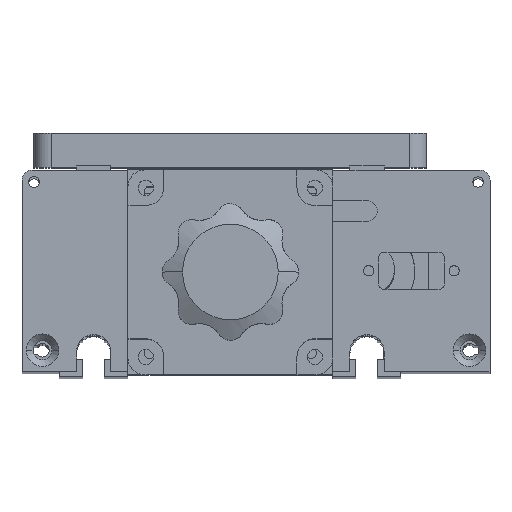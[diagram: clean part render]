
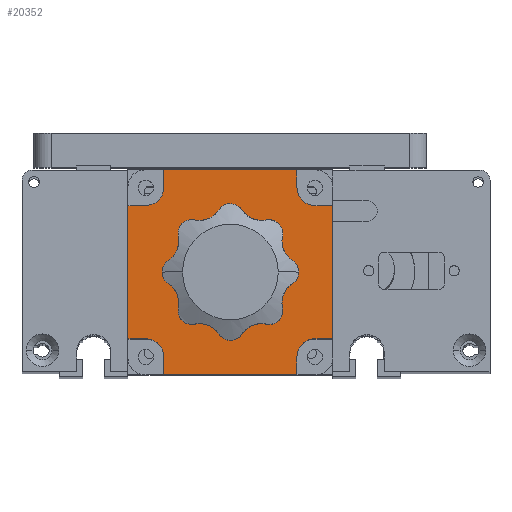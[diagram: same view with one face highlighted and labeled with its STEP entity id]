
A CAD part, top view. The second image highlights one B-rep face of the part: STEP entity #20352.
In plain terms, the highlighted planar face has unit normal (0, 0, 1).
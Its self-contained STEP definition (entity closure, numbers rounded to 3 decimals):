
#290 = EDGE_CURVE ( 'NONE', #24539, #14166, #23299, .T. ) ;
#401 = CARTESIAN_POINT ( 'NONE',  ( 12., 59., 242. ) ) ;
#439 = DIRECTION ( 'NONE',  ( 0., -1., 0. ) ) ;
#484 = CARTESIAN_POINT ( 'NONE',  ( -27., 53.75, 242. ) ) ;
#563 = EDGE_CURVE ( 'NONE', #2660, #17206, #23311, .T. ) ;
#632 = ORIENTED_EDGE ( 'NONE', *, *, #5187, .T. ) ;
#940 = EDGE_CURVE ( 'NONE', #23857, #9578, #22041, .T. ) ;
#1154 = DIRECTION ( 'NONE',  ( -1., 0., 0. ) ) ;
#1265 = CARTESIAN_POINT ( 'NONE',  ( -27., -1., 242. ) ) ;
#1330 = FACE_OUTER_BOUND ( 'NONE', #4508, .T. ) ;
#1562 = DIRECTION ( 'NONE',  ( 1., 0., 0. ) ) ;
#1742 = CARTESIAN_POINT ( 'NONE',  ( -32.25, 9.5, 242. ) ) ;
#1793 = CARTESIAN_POINT ( 'NONE',  ( 12., 53.75, 242. ) ) ;
#2409 = CARTESIAN_POINT ( 'NONE',  ( 12., -1., 242. ) ) ;
#2418 = VECTOR ( 'NONE', #25287, 1000. ) ;
#2608 = VECTOR ( 'NONE', #15042, 1000. ) ;
#2649 = CARTESIAN_POINT ( 'NONE',  ( -27., 4.25, 242. ) ) ;
#2660 = VERTEX_POINT ( 'NONE', #2649 ) ;
#2951 = CARTESIAN_POINT ( 'NONE',  ( 17.25, 53.75, 242. ) ) ;
#3060 = LINE ( 'NONE', #12876, #21914 ) ;
#3174 = AXIS2_PLACEMENT_3D ( 'NONE', #2951, #16536, #4926 ) ;
#3271 = ORIENTED_EDGE ( 'NONE', *, *, #16880, .T. ) ;
#3340 = AXIS2_PLACEMENT_3D ( 'NONE', #20066, #8421, #22007 ) ;
#3401 = CARTESIAN_POINT ( 'NONE',  ( 22.5, 9.5, 242. ) ) ;
#3430 = ORIENTED_EDGE ( 'NONE', *, *, #13744, .T. ) ;
#3502 = VECTOR ( 'NONE', #11069, 1000. ) ;
#3581 = EDGE_CURVE ( 'NONE', #16775, #24539, #12176, .T. ) ;
#4349 = VECTOR ( 'NONE', #6363, 1000. ) ;
#4508 = EDGE_LOOP ( 'NONE', ( #632, #3271, #13800, #3430, #6991, #22759, #18679, #11630, #9901, #15690, #18785, #20646, #11582, #7325, #15117, #6194 ) ) ;
#4660 = EDGE_CURVE ( 'NONE', #22640, #23857, #13400, .T. ) ;
#4926 = DIRECTION ( 'NONE',  ( 1., 0., 0. ) ) ;
#5096 = CARTESIAN_POINT ( 'NONE',  ( 12., 59., 242. ) ) ;
#5140 = CIRCLE ( 'NONE', #16142, 5.25 ) ;
#5187 = EDGE_CURVE ( 'NONE', #7480, #16705, #5140, .T. ) ;
#5720 = CIRCLE ( 'NONE', #3340, 5.25 ) ;
#6101 = VERTEX_POINT ( 'NONE', #1742 ) ;
#6194 = ORIENTED_EDGE ( 'NONE', *, *, #16020, .T. ) ;
#6363 = DIRECTION ( 'NONE',  ( 0., -1., 0. ) ) ;
#6702 = VERTEX_POINT ( 'NONE', #8462 ) ;
#6880 = AXIS2_PLACEMENT_3D ( 'NONE', #24908, #13250, #1562 ) ;
#6991 = ORIENTED_EDGE ( 'NONE', *, *, #10787, .T. ) ;
#7325 = ORIENTED_EDGE ( 'NONE', *, *, #13427, .T. ) ;
#7480 = VERTEX_POINT ( 'NONE', #484 ) ;
#8032 = DIRECTION ( 'NONE',  ( 0., 0., -1. ) ) ;
#8421 = DIRECTION ( 'NONE',  ( 0., 0., -1. ) ) ;
#8462 = CARTESIAN_POINT ( 'NONE',  ( -37.5, 48.5, 242. ) ) ;
#8720 = LINE ( 'NONE', #1265, #3502 ) ;
#8779 = CIRCLE ( 'NONE', #3174, 5.25 ) ;
#9095 = DIRECTION ( 'NONE',  ( 0., 1., 0. ) ) ;
#9112 = CARTESIAN_POINT ( 'NONE',  ( -32.25, 48.5, 242. ) ) ;
#9488 = LINE ( 'NONE', #19956, #4349 ) ;
#9578 = VERTEX_POINT ( 'NONE', #15827 ) ;
#9901 = ORIENTED_EDGE ( 'NONE', *, *, #940, .T. ) ;
#10201 = CARTESIAN_POINT ( 'NONE',  ( 12., -1., 242. ) ) ;
#10221 = VERTEX_POINT ( 'NONE', #401 ) ;
#10465 = CARTESIAN_POINT ( 'NONE',  ( -32.25, 53.75, 242. ) ) ;
#10620 = CARTESIAN_POINT ( 'NONE',  ( -37.5, 9.5, 242. ) ) ;
#10679 = VERTEX_POINT ( 'NONE', #11894 ) ;
#10737 = VECTOR ( 'NONE', #20310, 1000. ) ;
#10787 = EDGE_CURVE ( 'NONE', #6101, #2660, #5720, .T. ) ;
#11060 = DIRECTION ( 'NONE',  ( 0., -1., 0. ) ) ;
#11069 = DIRECTION ( 'NONE',  ( 1., 0., 0. ) ) ;
#11133 = CARTESIAN_POINT ( 'NONE',  ( -27., 4.25, 242. ) ) ;
#11331 = LINE ( 'NONE', #10620, #10737 ) ;
#11556 = VECTOR ( 'NONE', #11871, 1000. ) ;
#11582 = ORIENTED_EDGE ( 'NONE', *, *, #24342, .T. ) ;
#11630 = ORIENTED_EDGE ( 'NONE', *, *, #4660, .T. ) ;
#11871 = DIRECTION ( 'NONE',  ( 0., 1., 0. ) ) ;
#11894 = CARTESIAN_POINT ( 'NONE',  ( -37.5, 9.5, 242. ) ) ;
#12162 = DIRECTION ( 'NONE',  ( 0., 1., 0. ) ) ;
#12176 = LINE ( 'NONE', #23539, #11556 ) ;
#12372 = EDGE_CURVE ( 'NONE', #17206, #22640, #8720, .T. ) ;
#12429 = DIRECTION ( 'NONE',  ( 1., 0., 0. ) ) ;
#12577 = LINE ( 'NONE', #22709, #17093 ) ;
#12876 = CARTESIAN_POINT ( 'NONE',  ( 17.25, 9.5, 242. ) ) ;
#13250 = DIRECTION ( 'NONE',  ( 0., 0., 1. ) ) ;
#13400 = LINE ( 'NONE', #10201, #23136 ) ;
#13427 = EDGE_CURVE ( 'NONE', #18969, #10221, #12577, .T. ) ;
#13461 = CARTESIAN_POINT ( 'NONE',  ( 22.5, 48.5, 242. ) ) ;
#13616 = CARTESIAN_POINT ( 'NONE',  ( -32.25, 48.5, 242. ) ) ;
#13645 = VECTOR ( 'NONE', #1154, 1000. ) ;
#13665 = LINE ( 'NONE', #23695, #18843 ) ;
#13744 = EDGE_CURVE ( 'NONE', #10679, #6101, #11331, .T. ) ;
#13800 = ORIENTED_EDGE ( 'NONE', *, *, #19172, .T. ) ;
#14166 = VERTEX_POINT ( 'NONE', #19936 ) ;
#14528 = CARTESIAN_POINT ( 'NONE',  ( 12., 4.25, 242. ) ) ;
#14806 = DIRECTION ( 'NONE',  ( 1., 0., 0. ) ) ;
#15042 = DIRECTION ( 'NONE',  ( -1., 0., 0. ) ) ;
#15057 = CARTESIAN_POINT ( 'NONE',  ( -27., 59., 242. ) ) ;
#15117 = ORIENTED_EDGE ( 'NONE', *, *, #17338, .T. ) ;
#15690 = ORIENTED_EDGE ( 'NONE', *, *, #16699, .T. ) ;
#15827 = CARTESIAN_POINT ( 'NONE',  ( 17.25, 9.5, 242. ) ) ;
#16020 = EDGE_CURVE ( 'NONE', #22394, #7480, #9488, .T. ) ;
#16142 = AXIS2_PLACEMENT_3D ( 'NONE', #10465, #24101, #12429 ) ;
#16536 = DIRECTION ( 'NONE',  ( 0., 0., -1. ) ) ;
#16699 = EDGE_CURVE ( 'NONE', #9578, #16775, #3060, .T. ) ;
#16705 = VERTEX_POINT ( 'NONE', #9112 ) ;
#16775 = VERTEX_POINT ( 'NONE', #3401 ) ;
#16880 = EDGE_CURVE ( 'NONE', #16705, #6702, #22498, .T. ) ;
#16972 = AXIS2_PLACEMENT_3D ( 'NONE', #19645, #8032, #17697 ) ;
#17044 = PLANE ( 'NONE',  #6880 ) ;
#17093 = VECTOR ( 'NONE', #9095, 1000. ) ;
#17206 = VERTEX_POINT ( 'NONE', #18286 ) ;
#17338 = EDGE_CURVE ( 'NONE', #10221, #22394, #24625, .T. ) ;
#17697 = DIRECTION ( 'NONE',  ( 1., 0., 0. ) ) ;
#18136 = VECTOR ( 'NONE', #11060, 1000. ) ;
#18286 = CARTESIAN_POINT ( 'NONE',  ( -27., -1., 242. ) ) ;
#18679 = ORIENTED_EDGE ( 'NONE', *, *, #12372, .T. ) ;
#18785 = ORIENTED_EDGE ( 'NONE', *, *, #3581, .T. ) ;
#18843 = VECTOR ( 'NONE', #439, 1000. ) ;
#18969 = VERTEX_POINT ( 'NONE', #1793 ) ;
#19172 = EDGE_CURVE ( 'NONE', #6702, #10679, #13665, .T. ) ;
#19645 = CARTESIAN_POINT ( 'NONE',  ( 17.25, 4.25, 242. ) ) ;
#19936 = CARTESIAN_POINT ( 'NONE',  ( 17.25, 48.5, 242. ) ) ;
#19956 = CARTESIAN_POINT ( 'NONE',  ( -27., 59., 242. ) ) ;
#20066 = CARTESIAN_POINT ( 'NONE',  ( -32.25, 4.25, 242. ) ) ;
#20310 = DIRECTION ( 'NONE',  ( 1., 0., 0. ) ) ;
#20352 = ADVANCED_FACE ( 'NONE', ( #1330 ), #17044, .T. ) ;
#20646 = ORIENTED_EDGE ( 'NONE', *, *, #290, .T. ) ;
#21914 = VECTOR ( 'NONE', #14806, 1000. ) ;
#22007 = DIRECTION ( 'NONE',  ( 1., 0., 0. ) ) ;
#22041 = CIRCLE ( 'NONE', #16972, 5.25 ) ;
#22394 = VERTEX_POINT ( 'NONE', #15057 ) ;
#22498 = LINE ( 'NONE', #13616, #2418 ) ;
#22640 = VERTEX_POINT ( 'NONE', #2409 ) ;
#22709 = CARTESIAN_POINT ( 'NONE',  ( 12., 53.75, 242. ) ) ;
#22759 = ORIENTED_EDGE ( 'NONE', *, *, #563, .T. ) ;
#23136 = VECTOR ( 'NONE', #12162, 1000. ) ;
#23299 = LINE ( 'NONE', #13461, #2608 ) ;
#23311 = LINE ( 'NONE', #11133, #18136 ) ;
#23539 = CARTESIAN_POINT ( 'NONE',  ( 22.5, 9.5, 242. ) ) ;
#23695 = CARTESIAN_POINT ( 'NONE',  ( -37.5, 48.5, 242. ) ) ;
#23857 = VERTEX_POINT ( 'NONE', #14528 ) ;
#24101 = DIRECTION ( 'NONE',  ( 0., 0., -1. ) ) ;
#24342 = EDGE_CURVE ( 'NONE', #14166, #18969, #8779, .T. ) ;
#24539 = VERTEX_POINT ( 'NONE', #24986 ) ;
#24625 = LINE ( 'NONE', #5096, #13645 ) ;
#24908 = CARTESIAN_POINT ( 'NONE',  ( -32.25, 53.75, 242. ) ) ;
#24986 = CARTESIAN_POINT ( 'NONE',  ( 22.5, 48.5, 242. ) ) ;
#25287 = DIRECTION ( 'NONE',  ( -1., 0., 0. ) ) ;
